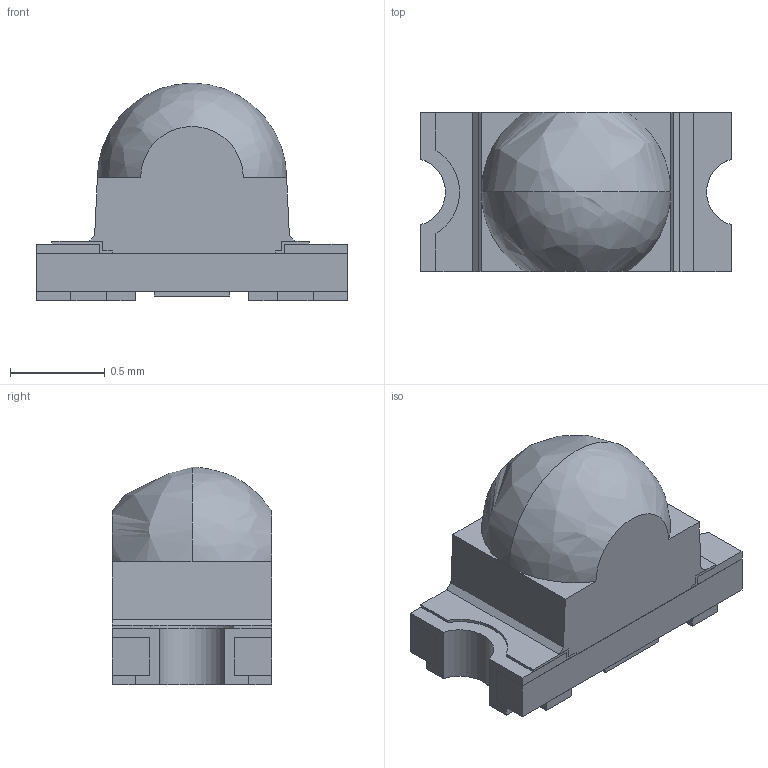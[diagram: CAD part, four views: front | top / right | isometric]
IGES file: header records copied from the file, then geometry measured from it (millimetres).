
Start section: Elysium IGES Interface
Global section: file name: 61H4P.igs; native system: CoCreate Modeling 17.0  01-Apr-2010; preprocessor: CoCreate IGES_3D V2.2; author: Unknown; organization: Unknown; date: 20120926.133031; units: millimetre
Bounding box: 1.64 x 0.84 x 1.15 mm (x, y, z)
Volume: 0.9 mm3; surface area: 12.5 mm2
Topology: 7 solids, 7 shells, 111 faces, 290 edges, 191 vertices
Faces by surface type: bspline 111
